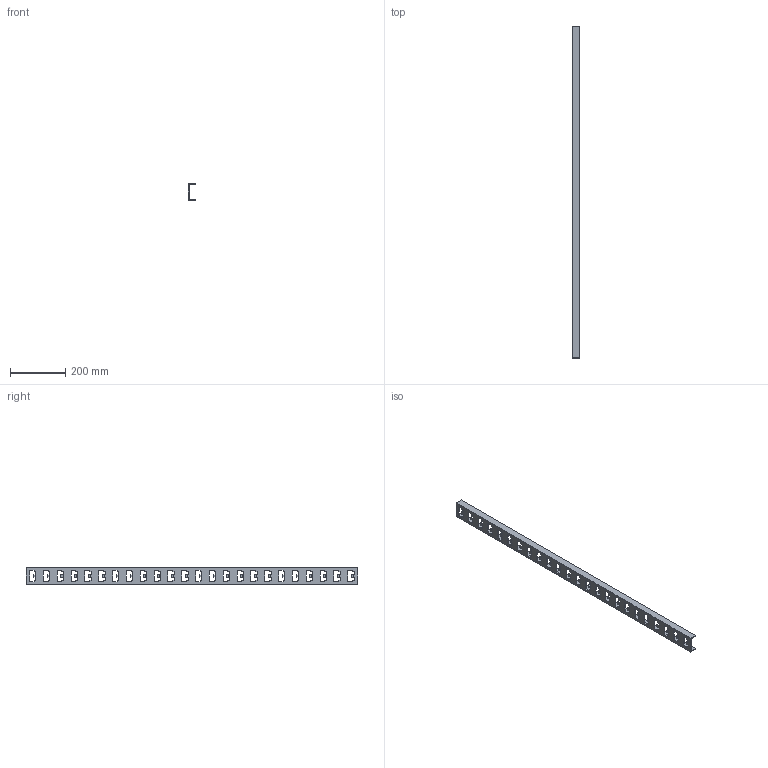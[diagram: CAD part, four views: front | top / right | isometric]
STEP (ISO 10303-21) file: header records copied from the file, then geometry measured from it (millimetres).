
FILE_DESCRIPTION (( 'STEP AP203' ), '1' );
FILE_NAME ('CLW10-GEM-SK-1200-UT15 Ñòîéêà êàáåëüíàÿ Ê1153 ÓÒ1,5.STEP', '2016-02-25T07:06:59', ( '' ), ( '' ), 'SwSTEP 2.0', 'SolidWorks 2014', '' );
FILE_SCHEMA (( 'CONFIG_CONTROL_DESIGN' ));
Length unit declared in the file: millimetre
Products named in the file (1): CLW10-GEM-SK-1200-UT15 Ñòîéêà êàáåëüíàÿ Ê1153 ÓÒ1,5
Bounding box: 26 x 1200 x 60 mm (x, y, z)
Volume: 274851.5 mm3; surface area: 235046.3 mm2
Topology: 1 solids, 1 shells, 586 faces, 1752 edges, 1168 vertices
Faces by surface type: plane 298, cylinder 288
Entity records: 20045 total; most frequent: CARTESIAN_POINT 3507, ORIENTED_EDGE 3504, DIRECTION 3502, EDGE_CURVE 1752, VECTOR 1176, LINE 1176, VERTEX_POINT 1168, AXIS2_PLACEMENT_3D 1163
